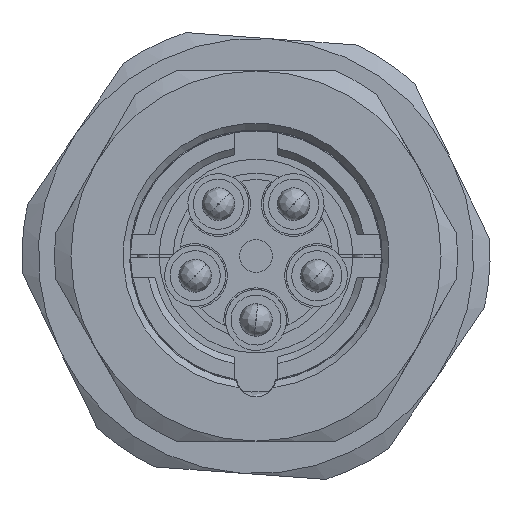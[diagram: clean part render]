
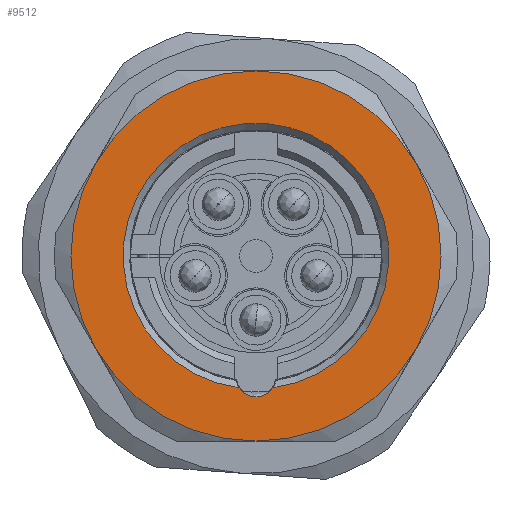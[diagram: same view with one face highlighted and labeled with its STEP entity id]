
A CAD part, front view. The second image highlights one B-rep face of the part: STEP entity #9512.
In plain terms, the highlighted planar face has unit normal (0, -1, 0).
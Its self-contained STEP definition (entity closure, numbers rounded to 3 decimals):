
#120 = DIRECTION ( 'NONE',  ( 0., 0., -1. ) ) ;
#651 = VERTEX_POINT ( 'NONE', #7128 ) ;
#873 = VERTEX_POINT ( 'NONE', #8534 ) ;
#976 = EDGE_CURVE ( 'NONE', #6496, #3242, #5514, .T. ) ;
#1094 = PLANE ( 'NONE',  #2473 ) ;
#1238 = VERTEX_POINT ( 'NONE', #9906 ) ;
#1303 = FACE_BOUND ( 'NONE', #8660, .T. ) ;
#1382 = EDGE_CURVE ( 'NONE', #3505, #6496, #2814, .T. ) ;
#1470 = CIRCLE ( 'NONE', #2623, 0.925 ) ;
#1949 = EDGE_CURVE ( 'NONE', #6559, #3505, #6879, .T. ) ;
#2020 = ORIENTED_EDGE ( 'NONE', *, *, #1949, .F. ) ;
#2464 = EDGE_CURVE ( 'NONE', #3242, #873, #10430, .T. ) ;
#2473 = AXIS2_PLACEMENT_3D ( 'NONE', #7805, #8856, #2978 ) ;
#2489 = ORIENTED_EDGE ( 'NONE', *, *, #2573, .T. ) ;
#2573 = EDGE_CURVE ( 'NONE', #651, #9595, #1470, .T. ) ;
#2623 = AXIS2_PLACEMENT_3D ( 'NONE', #8321, #9407, #9459 ) ;
#2731 = EDGE_CURVE ( 'NONE', #873, #8125, #3748, .T. ) ;
#2792 = AXIS2_PLACEMENT_3D ( 'NONE', #9009, #9153, #9749 ) ;
#2814 = CIRCLE ( 'NONE', #2816, 8.5 ) ;
#2816 = AXIS2_PLACEMENT_3D ( 'NONE', #5043, #5685, #5131 ) ;
#2922 = CARTESIAN_POINT ( 'NONE',  ( 0., -7.7, 8.5 ) ) ;
#2978 = DIRECTION ( 'NONE',  ( 0., 0., 1. ) ) ;
#3191 = DIRECTION ( 'NONE',  ( 0., 0., 1. ) ) ;
#3226 = DIRECTION ( 'NONE',  ( 0., 1., 0. ) ) ;
#3239 = CARTESIAN_POINT ( 'NONE',  ( 0., -7.7, 0. ) ) ;
#3242 = VERTEX_POINT ( 'NONE', #9608 ) ;
#3505 = VERTEX_POINT ( 'NONE', #3773 ) ;
#3748 = CIRCLE ( 'NONE', #12664, 8.5 ) ;
#3768 = AXIS2_PLACEMENT_3D ( 'NONE', #11933, #5881, #120 ) ;
#3773 = CARTESIAN_POINT ( 'NONE',  ( -7.361, -7.7, 4.25 ) ) ;
#3796 = EDGE_CURVE ( 'NONE', #8125, #6559, #8200, .T. ) ;
#4066 = DIRECTION ( 'NONE',  ( 0., 0., -1. ) ) ;
#4105 = DIRECTION ( 'NONE',  ( 0., 1., 0. ) ) ;
#4122 = CARTESIAN_POINT ( 'NONE',  ( 0., -7.7, -5.55 ) ) ;
#4584 = ORIENTED_EDGE ( 'NONE', *, *, #5834, .T. ) ;
#5043 = CARTESIAN_POINT ( 'NONE',  ( 0., -7.7, 0. ) ) ;
#5131 = DIRECTION ( 'NONE',  ( 0., 0., 1. ) ) ;
#5222 = DIRECTION ( 'NONE',  ( 0., 1., 0. ) ) ;
#5514 = CIRCLE ( 'NONE', #10128, 8.5 ) ;
#5685 = DIRECTION ( 'NONE',  ( 0., 1., 0. ) ) ;
#5834 = EDGE_CURVE ( 'NONE', #1238, #651, #9311, .T. ) ;
#5881 = DIRECTION ( 'NONE',  ( 0., -1., 0. ) ) ;
#6496 = VERTEX_POINT ( 'NONE', #2922 ) ;
#6559 = VERTEX_POINT ( 'NONE', #9362 ) ;
#6661 = EDGE_LOOP ( 'NONE', ( #10614, #2020, #7429, #9596, #9976, #11502 ) ) ;
#6879 = CIRCLE ( 'NONE', #7654, 8.5 ) ;
#6970 = CARTESIAN_POINT ( 'NONE',  ( -0.778, -7.7, -6.05 ) ) ;
#7128 = CARTESIAN_POINT ( 'NONE',  ( 0., -7.7, -6.475 ) ) ;
#7302 = FACE_OUTER_BOUND ( 'NONE', #6661, .T. ) ;
#7429 = ORIENTED_EDGE ( 'NONE', *, *, #3796, .F. ) ;
#7654 = AXIS2_PLACEMENT_3D ( 'NONE', #11154, #5222, #10333 ) ;
#7805 = CARTESIAN_POINT ( 'NONE',  ( 0., -7.7, 0. ) ) ;
#8125 = VERTEX_POINT ( 'NONE', #8649 ) ;
#8200 = CIRCLE ( 'NONE', #8628, 8.5 ) ;
#8321 = CARTESIAN_POINT ( 'NONE',  ( 0., -7.7, -5.55 ) ) ;
#8534 = CARTESIAN_POINT ( 'NONE',  ( 7.361, -7.7, -4.25 ) ) ;
#8628 = AXIS2_PLACEMENT_3D ( 'NONE', #3239, #3226, #3191 ) ;
#8649 = CARTESIAN_POINT ( 'NONE',  ( 0., -7.7, -8.5 ) ) ;
#8660 = EDGE_LOOP ( 'NONE', ( #4584, #2489, #11655 ) ) ;
#8856 = DIRECTION ( 'NONE',  ( 0., 1., 0. ) ) ;
#9009 = CARTESIAN_POINT ( 'NONE',  ( 0., -7.7, 0. ) ) ;
#9064 = DIRECTION ( 'NONE',  ( 0., 0., 1. ) ) ;
#9091 = DIRECTION ( 'NONE',  ( 0., 1., 0. ) ) ;
#9093 = CARTESIAN_POINT ( 'NONE',  ( 0., -7.7, 0. ) ) ;
#9113 = CIRCLE ( 'NONE', #3768, 6.1 ) ;
#9153 = DIRECTION ( 'NONE',  ( 0., 1., 0. ) ) ;
#9311 = CIRCLE ( 'NONE', #9580, 0.925 ) ;
#9362 = CARTESIAN_POINT ( 'NONE',  ( -7.361, -7.7, -4.25 ) ) ;
#9407 = DIRECTION ( 'NONE',  ( 0., 1., 0. ) ) ;
#9459 = DIRECTION ( 'NONE',  ( 0., 0., -1. ) ) ;
#9512 = ADVANCED_FACE ( 'NONE', ( #7302, #1303 ), #1094, .F. ) ;
#9532 = DIRECTION ( 'NONE',  ( 0., 0., 1. ) ) ;
#9549 = DIRECTION ( 'NONE',  ( 0., 1., 0. ) ) ;
#9556 = CARTESIAN_POINT ( 'NONE',  ( 0., -7.7, 0. ) ) ;
#9580 = AXIS2_PLACEMENT_3D ( 'NONE', #4122, #4105, #4066 ) ;
#9595 = VERTEX_POINT ( 'NONE', #6970 ) ;
#9596 = ORIENTED_EDGE ( 'NONE', *, *, #2731, .F. ) ;
#9608 = CARTESIAN_POINT ( 'NONE',  ( 7.361, -7.7, 4.25 ) ) ;
#9749 = DIRECTION ( 'NONE',  ( -1., 0., 0. ) ) ;
#9906 = CARTESIAN_POINT ( 'NONE',  ( 0.778, -7.7, -6.05 ) ) ;
#9976 = ORIENTED_EDGE ( 'NONE', *, *, #2464, .F. ) ;
#10128 = AXIS2_PLACEMENT_3D ( 'NONE', #9093, #9091, #9064 ) ;
#10333 = DIRECTION ( 'NONE',  ( 0., 0., 1. ) ) ;
#10430 = CIRCLE ( 'NONE', #2792, 8.5 ) ;
#10614 = ORIENTED_EDGE ( 'NONE', *, *, #1382, .F. ) ;
#11154 = CARTESIAN_POINT ( 'NONE',  ( 0., -7.7, 0. ) ) ;
#11502 = ORIENTED_EDGE ( 'NONE', *, *, #976, .F. ) ;
#11655 = ORIENTED_EDGE ( 'NONE', *, *, #12616, .F. ) ;
#11933 = CARTESIAN_POINT ( 'NONE',  ( 0., -7.7, 0. ) ) ;
#12616 = EDGE_CURVE ( 'NONE', #1238, #9595, #9113, .T. ) ;
#12664 = AXIS2_PLACEMENT_3D ( 'NONE', #9556, #9549, #9532 ) ;
